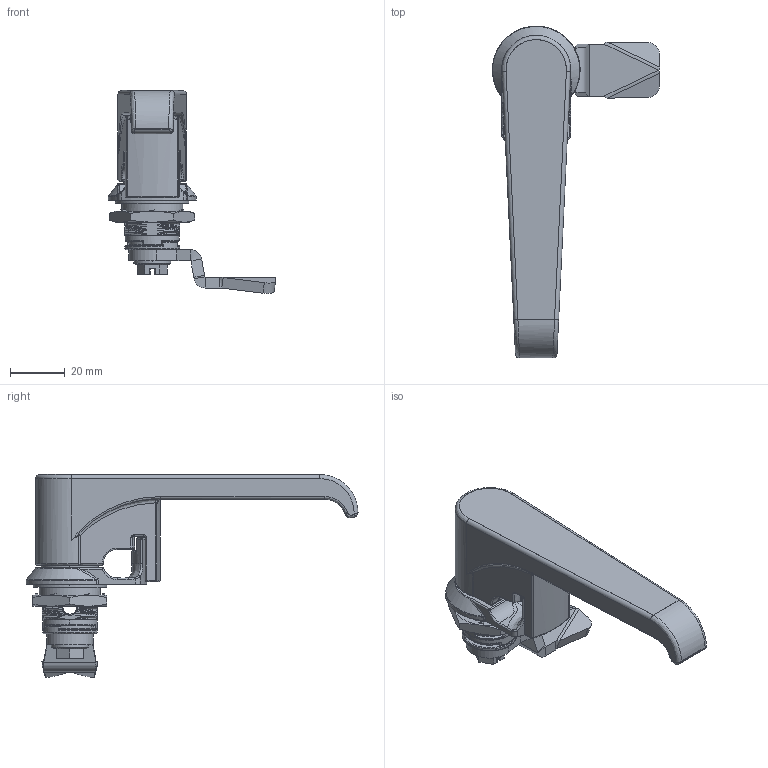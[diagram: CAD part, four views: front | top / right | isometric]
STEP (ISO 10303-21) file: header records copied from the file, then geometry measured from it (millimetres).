
FILE_DESCRIPTION (( 'STEP AP214' ), '1' );
FILE_NAME ('SCE-ELPL.STEP', '2022-07-22T17:09:37', ( '' ), ( '' ), 'SwSTEP 2.0', 'SolidWorks 2021', '' );
FILE_SCHEMA (( 'AUTOMOTIVE_DESIGN' ));
Length unit declared in the file: inch
Products named in the file (1): SCE-ELPL
Bounding box: 60.99 x 121 x 74 mm (x, y, z)
Volume: 51689.1 mm3; surface area: 26906.1 mm2
Topology: 4 solids, 5 shells, 681 faces, 1771 edges, 1077 vertices
Faces by surface type: bspline 242, cylinder 220, plane 198, cone 21
Full cylindrical faces by diameter (mm): 22.29 x1
Entity records: 49885 total; most frequent: CARTESIAN_POINT 37136, ORIENTED_EDGE 3490, EDGE_CURVE 1745, B_SPLINE_CURVE_WITH_KNOTS 1322, DIRECTION 1283, VERTEX_POINT 1074, EDGE_LOOP 713, FACE_OUTER_BOUND 681
